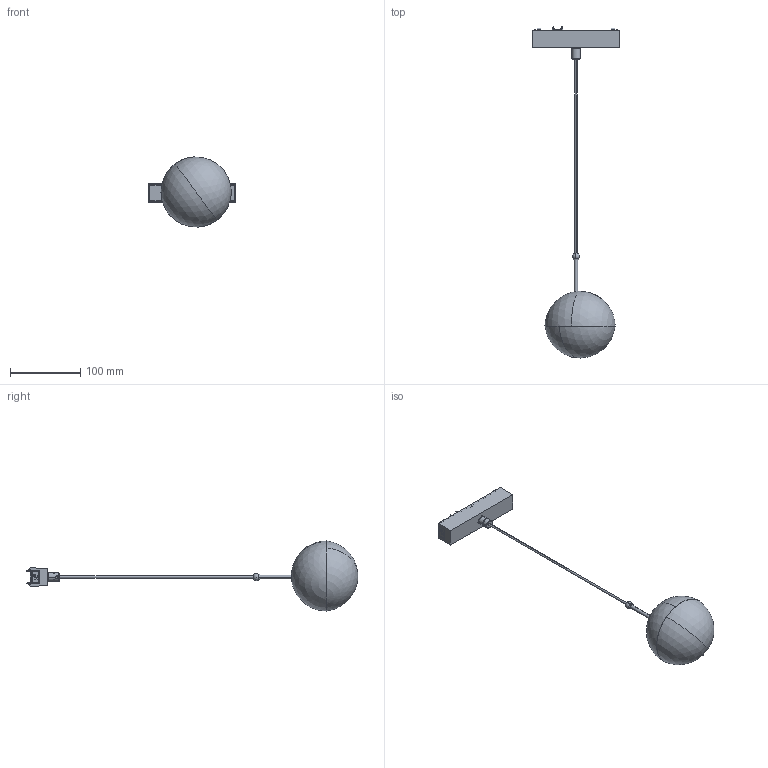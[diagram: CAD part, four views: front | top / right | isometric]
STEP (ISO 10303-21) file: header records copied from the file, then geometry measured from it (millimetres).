
FILE_DESCRIPTION (( 'STEP AP203' ), '1' );
FILE_NAME ('S-SU-26-6W-D1.STEP', '2023-05-10T09:07:39', ( 'ylmfeng' ), ( 'ylmfeng.com' ), 'SwSTEP 2.0', 'SolidWorks 2018', '' );
FILE_SCHEMA (( 'CONFIG_CONTROL_DESIGN' ));
Length unit declared in the file: millimetre
Products named in the file (26): 坋趼埴芛儂佪-M3X6; M10X11.8埴芛祅晚挴奪; 半球亚克力罩; 騷啞欶; 20X16X3.0mm棠沺; 說倰揤盄標; 206-D1牷啊裝; 耳13.5X耳10X0.3 疏檢貌侗; 囀鞠褒儂譙蹟佪-M4X5; 一字和弧形压线板装配体; 光源支架-（恒坤-D45-透镜+透镜支架++盖板支架-E 黑光）; 206-D1盓殤; ET26-棠柲寢耋芛; et26-棠柲寢耋芛; 囀鞠褒埴芛儂佪-M3X6; 腑极蚾饜极-1; 206-D1賑雄璃; 恒坤光源支架装配体; ㄗ18.4ㄘ耳16X耳10.2X1.1mm滅唅縐え; 寡夔1201COB-X2215-13.2X13.2XT0.9-D5.5; 206-D1臏え; 206-D1臏え蚾饜极; cable01; 206-D1腑褲; 206-A1腑芠綴裔踡嘐璃; S-SU-26-6W-D1
Assembly tree (31 placements, depth 5):
  S-SU-26-6W-D1
    ET26-棠柲寢耋芛
      et26-棠柲寢耋芛
      20X16X3.0mm棠沺
      M10X11.8埴芛祅晚挴奪
      ㄗ18.4ㄘ耳16X耳10.2X1.1mm滅唅縐え
      耳13.5X耳10X0.3 疏檢貌侗
    206-A1腑芠綴裔踡嘐璃
    囀鞠褒儂譙蹟佪-M4X5
    cable01
    腑极蚾饜极-1
      206-D1腑褲
      206-D1賑雄璃
      206-D1盓殤
      206-D1牷啊裝
      206-D1臏え蚾饜极
        206-D1臏え
        恒坤光源支架装配体
          光源支架-（恒坤-D45-透镜+透镜支架++盖板支架-E 黑光）
          寡夔1201COB-X2215-13.2X13.2XT0.9-D5.5
        一字和弧形压线板装配体
          坋趼埴芛儂佪-M3X6  x2
          說倰揤盄標
        囀鞠褒埴芛儂佪-M3X6  x2
      囀鞠褒埴芛儂佪-M3X6  x2
      坋趼埴芛儂佪-M3X6  x2
      騷啞欶
      半球亚克力罩
Bounding box: 125 x 472.74 x 99.74 mm (x, y, z)
Volume: 180281.3 mm3; surface area: 154004.2 mm2
Topology: 25 solids, 37 shells, 1764 faces, 4723 edges, 3106 vertices
Faces by surface type: plane 1011, cylinder 420, bspline 141, cone 140, torus 36, sphere 16
Entity records: 68122 total; most frequent: CARTESIAN_POINT 24510, ORIENTED_EDGE 8820, DIRECTION 7935, EDGE_CURVE 4416, VERTEX_POINT 2921, VECTOR 2783, LINE 2783, AXIS2_PLACEMENT_3D 2576
